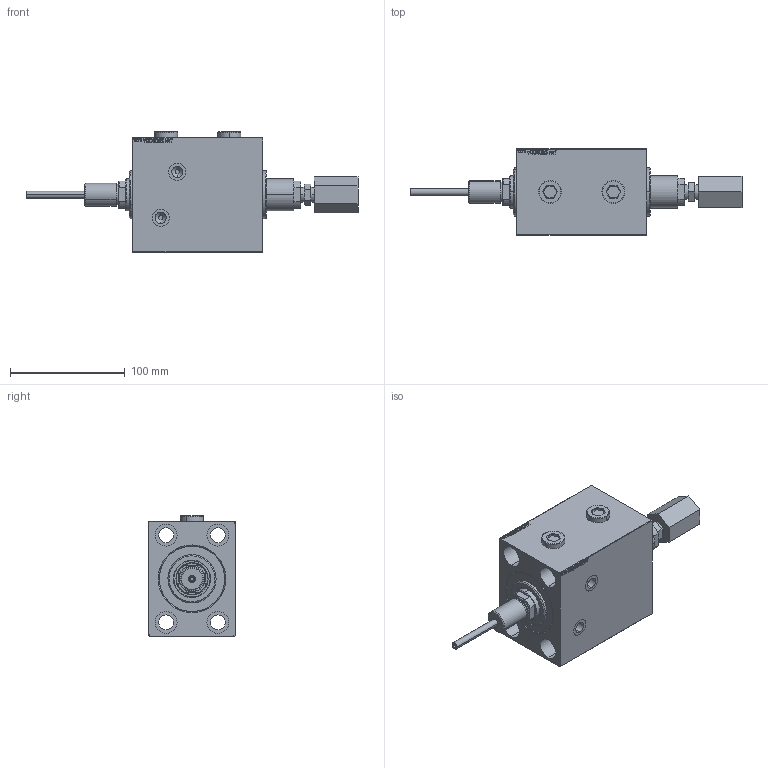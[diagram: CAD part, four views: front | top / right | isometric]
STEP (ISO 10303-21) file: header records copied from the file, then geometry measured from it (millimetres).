
FILE_DESCRIPTION (( 'STEP AP203' ), '1' );
FILE_NAME ('da54.STEP', '2024-04-26T12:20:26', ( '' ), ( '' ), 'SwSTEP 2.0', 'SolidWorks 2019', '' );
FILE_SCHEMA (( 'CONFIG_CONTROL_DESIGN' ));
Length unit declared in the file: millimetre
Products named in the file (7): V450DCP_C_Body 2aececb23bf73a2c085ef2ff0b8e3c84; V450DCP_B_VCP 2aececb23bf73a2c085ef2ff0b8e3c84; PLUG 2aececb23bf73a2c085ef2ff0b8e3c84; V450DCP_VC_B 2aececb23bf73a2c085ef2ff0b8e3c84; da54; V450CP_MALE_METRIC 2aececb23bf73a2c085ef2ff0b8e3c84; V450DCP_B_RodCooling_ACCESSORIES 2aececb23bf73a2c085ef2ff0b8e3c84
Assembly tree (7 placements, depth 2):
  da54
    V450DCP_C_Body 2aececb23bf73a2c085ef2ff0b8e3c84
    V450DCP_B_RodCooling_ACCESSORIES 2aececb23bf73a2c085ef2ff0b8e3c84
    V450CP_MALE_METRIC 2aececb23bf73a2c085ef2ff0b8e3c84
    V450DCP_B_VCP 2aececb23bf73a2c085ef2ff0b8e3c84
    V450DCP_VC_B 2aececb23bf73a2c085ef2ff0b8e3c84
    PLUG 2aececb23bf73a2c085ef2ff0b8e3c84  x2
Bounding box: 289.2 x 75 x 104.9 mm (x, y, z)
Volume: 791358.1 mm3; surface area: 149283.9 mm2
Topology: 7 solids, 7 shells, 1024 faces, 2558 edges, 1682 vertices
Faces by surface type: plane 480, bspline 380, cylinder 122, cone 34, torus 8
Entity records: 48495 total; most frequent: CARTESIAN_POINT 26027, ORIENTED_EDGE 5036, DIRECTION 3278, EDGE_CURVE 2518, VERTEX_POINT 1658, LINE 1452, VECTOR 1452, EDGE_LOOP 1162
